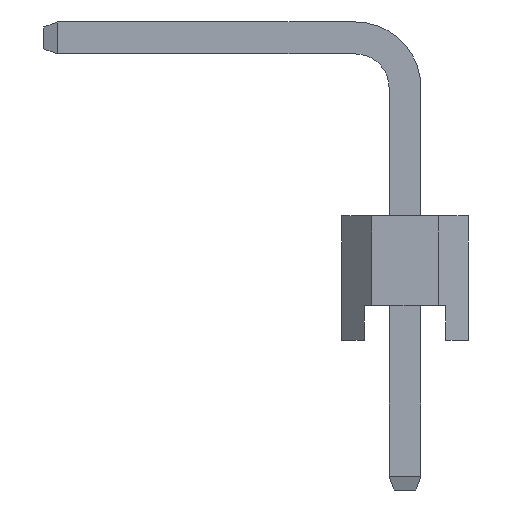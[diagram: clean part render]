
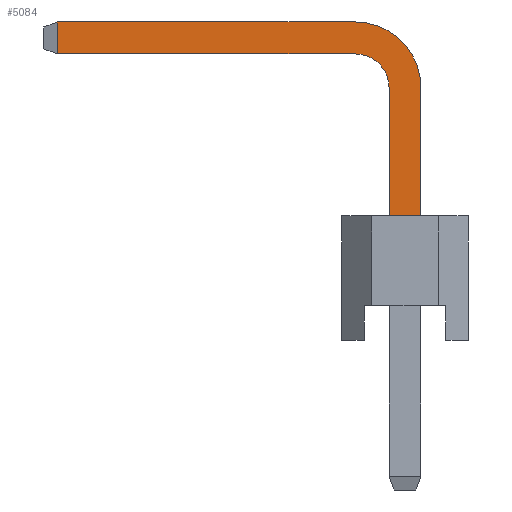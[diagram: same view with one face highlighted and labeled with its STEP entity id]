
A CAD part, left-side view. The second image highlights one B-rep face of the part: STEP entity #5084.
In plain terms, the highlighted planar face has unit normal (-1, 0, 0).
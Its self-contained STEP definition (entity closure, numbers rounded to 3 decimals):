
#5084=ADVANCED_FACE('',(#15682),#15684,.T.);
#15682=FACE_BOUND('',#15683,.T.);
#15683=EDGE_LOOP('',(#24425,#24426,#24427,#24428,#24429,#24430,#24431,#24432));
#15684=PLANE('',#15685);
#15685=AXIS2_PLACEMENT_3D('',#15686,#15687,#15688);
#15686=CARTESIAN_POINT('',(-0.32,0.32,-3.));
#15687=DIRECTION('',(-1.,0.,0.));
#15688=DIRECTION('',(0.,-1.,0.));
#24425=ORIENTED_EDGE('',*,*,#29722,.F.);
#24426=ORIENTED_EDGE('',*,*,#29723,.F.);
#24427=ORIENTED_EDGE('',*,*,#29724,.F.);
#24428=ORIENTED_EDGE('',*,*,#29711,.F.);
#24429=ORIENTED_EDGE('',*,*,#27730,.T.);
#24430=ORIENTED_EDGE('',*,*,#29721,.T.);
#24431=ORIENTED_EDGE('',*,*,#29725,.T.);
#24432=ORIENTED_EDGE('',*,*,#29726,.T.);
#27730=EDGE_CURVE('',#31412,#31416,#31418,.T.);
#29711=EDGE_CURVE('',#31412,#34745,#34746,.T.);
#29721=EDGE_CURVE('',#31416,#34761,#34763,.T.);
#29722=EDGE_CURVE('',#34764,#34765,#34766,.T.);
#29723=EDGE_CURVE('',#34767,#34764,#34768,.T.);
#29724=EDGE_CURVE('',#34745,#34767,#34769,.T.);
#29725=EDGE_CURVE('',#34761,#34770,#34771,.T.);
#29726=EDGE_CURVE('',#34770,#34765,#34772,.T.);
#31412=VERTEX_POINT('',#37578);
#31416=VERTEX_POINT('',#37586);
#31418=LINE('',#37590,#37591);
#34745=VERTEX_POINT('',#45035);
#34746=LINE('',#45036,#45037);
#34761=VERTEX_POINT('',#45071);
#34763=LINE('',#45075,#45076);
#34764=VERTEX_POINT('',#45078);
#34765=VERTEX_POINT('',#45079);
#34766=LINE('',#45080,#45081);
#34767=VERTEX_POINT('',#45083);
#34768=LINE('',#45084,#45085);
#34769=CIRCLE('',#45087,0.68);
#34770=VERTEX_POINT('',#45091);
#34771=CIRCLE('',#45092,1.32);
#34772=LINE('',#45096,#45097);
#37578=CARTESIAN_POINT('',(-0.32,0.32,2.5));
#37586=CARTESIAN_POINT('',(-0.32,-0.32,2.5));
#37590=CARTESIAN_POINT('',(-0.32,0.32,2.5));
#37591=VECTOR('',#37592,1.);
#37592=DIRECTION('',(0.,-1.,0.));
#45035=CARTESIAN_POINT('',(-0.32,0.32,5.07));
#45036=CARTESIAN_POINT('',(-0.32,0.32,2.5));
#45037=VECTOR('',#45038,1.);
#45038=DIRECTION('',(0.,0.,1.));
#45071=CARTESIAN_POINT('',(-0.32,-0.32,5.07));
#45075=CARTESIAN_POINT('',(-0.32,-0.32,2.5));
#45076=VECTOR('',#45077,1.);
#45077=DIRECTION('',(0.,0.,1.));
#45078=CARTESIAN_POINT('',(-0.32,6.975,5.75));
#45079=CARTESIAN_POINT('',(-0.32,6.975,6.39));
#45080=CARTESIAN_POINT('',(-0.32,6.975,5.75));
#45081=VECTOR('',#45082,1.);
#45082=DIRECTION('',(0.,0.,1.));
#45083=CARTESIAN_POINT('',(-0.32,1.,5.75));
#45084=CARTESIAN_POINT('',(-0.32,1.,5.75));
#45085=VECTOR('',#45086,1.);
#45086=DIRECTION('',(0.,1.,0.));
#45087=AXIS2_PLACEMENT_3D('',#45088,#45089,#45090);
#45088=CARTESIAN_POINT('',(-0.32,1.,5.07));
#45089=DIRECTION('',(-1.,-0.,0.));
#45090=DIRECTION('',(0.,-1.,0.));
#45091=CARTESIAN_POINT('',(-0.32,1.,6.39));
#45092=AXIS2_PLACEMENT_3D('',#45093,#45094,#45095);
#45093=CARTESIAN_POINT('',(-0.32,1.,5.07));
#45094=DIRECTION('',(-1.,-0.,0.));
#45095=DIRECTION('',(0.,-1.,0.));
#45096=CARTESIAN_POINT('',(-0.32,1.,6.39));
#45097=VECTOR('',#45098,1.);
#45098=DIRECTION('',(0.,1.,0.));
